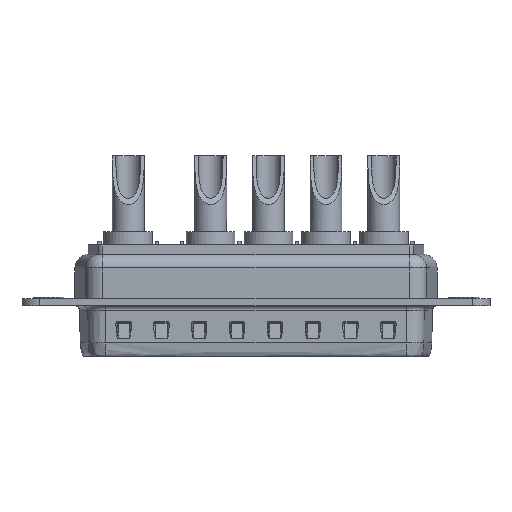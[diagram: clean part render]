
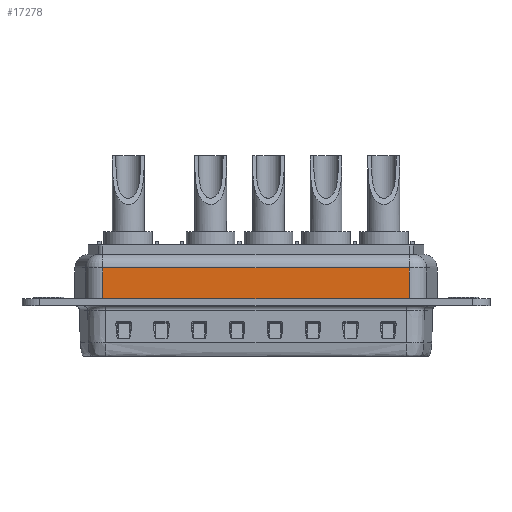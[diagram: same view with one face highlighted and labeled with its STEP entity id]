
A CAD part, front view. The second image highlights one B-rep face of the part: STEP entity #17278.
In plain terms, the highlighted planar face has unit normal (0, -1, 0).
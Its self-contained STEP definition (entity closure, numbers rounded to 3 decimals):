
#614 = DIRECTION ( 'NONE',  ( 0., 1., 0. ) ) ;
#854 = EDGE_LOOP ( 'NONE', ( #11651, #11198, #1148, #12657 ) ) ;
#1148 = ORIENTED_EDGE ( 'NONE', *, *, #12804, .T. ) ;
#1337 = LINE ( 'NONE', #8415, #4573 ) ;
#1493 = VERTEX_POINT ( 'NONE', #18627 ) ;
#2034 = VERTEX_POINT ( 'NONE', #22801 ) ;
#2532 = CARTESIAN_POINT ( 'NONE',  ( 17.356, -5.3, 11.5 ) ) ;
#2656 = LINE ( 'NONE', #9740, #11289 ) ;
#3010 = VERTEX_POINT ( 'NONE', #4795 ) ;
#4573 = VECTOR ( 'NONE', #15521, 1000. ) ;
#4795 = CARTESIAN_POINT ( 'NONE',  ( 17.356, -5.3, 6.5 ) ) ;
#4811 = VECTOR ( 'NONE', #12853, 1000. ) ;
#8415 = CARTESIAN_POINT ( 'NONE',  ( -17.356, -5.3, 6.5 ) ) ;
#9204 = DIRECTION ( 'NONE',  ( 0., 0., 1. ) ) ;
#9312 = PLANE ( 'NONE',  #18438 ) ;
#9740 = CARTESIAN_POINT ( 'NONE',  ( -17.356, -5.3, 10. ) ) ;
#11198 = ORIENTED_EDGE ( 'NONE', *, *, #17669, .T. ) ;
#11289 = VECTOR ( 'NONE', #16863, 1000. ) ;
#11347 = CARTESIAN_POINT ( 'NONE',  ( -17.356, -5.3, 11.5 ) ) ;
#11651 = ORIENTED_EDGE ( 'NONE', *, *, #19447, .F. ) ;
#11966 = CARTESIAN_POINT ( 'NONE',  ( -17.356, -5.3, 6.5 ) ) ;
#12447 = VECTOR ( 'NONE', #20322, 1000. ) ;
#12624 = LINE ( 'NONE', #11347, #4811 ) ;
#12657 = ORIENTED_EDGE ( 'NONE', *, *, #22439, .T. ) ;
#12804 = EDGE_CURVE ( 'NONE', #1493, #15546, #12624, .T. ) ;
#12853 = DIRECTION ( 'NONE',  ( 0., 0., -1. ) ) ;
#13208 = LINE ( 'NONE', #2532, #12447 ) ;
#14315 = CARTESIAN_POINT ( 'NONE',  ( -17.356, -5.3, 11.5 ) ) ;
#15521 = DIRECTION ( 'NONE',  ( 1., 0., 0. ) ) ;
#15546 = VERTEX_POINT ( 'NONE', #11966 ) ;
#16207 = FACE_OUTER_BOUND ( 'NONE', #854, .T. ) ;
#16863 = DIRECTION ( 'NONE',  ( -1., 0., 0. ) ) ;
#17278 = ADVANCED_FACE ( 'NONE', ( #16207 ), #9312, .F. ) ;
#17669 = EDGE_CURVE ( 'NONE', #2034, #1493, #2656, .T. ) ;
#18438 = AXIS2_PLACEMENT_3D ( 'NONE', #14315, #614, #9204 ) ;
#18627 = CARTESIAN_POINT ( 'NONE',  ( -17.356, -5.3, 10. ) ) ;
#19447 = EDGE_CURVE ( 'NONE', #2034, #3010, #13208, .T. ) ;
#20322 = DIRECTION ( 'NONE',  ( 0., 0., -1. ) ) ;
#22439 = EDGE_CURVE ( 'NONE', #15546, #3010, #1337, .T. ) ;
#22801 = CARTESIAN_POINT ( 'NONE',  ( 17.356, -5.3, 10. ) ) ;
